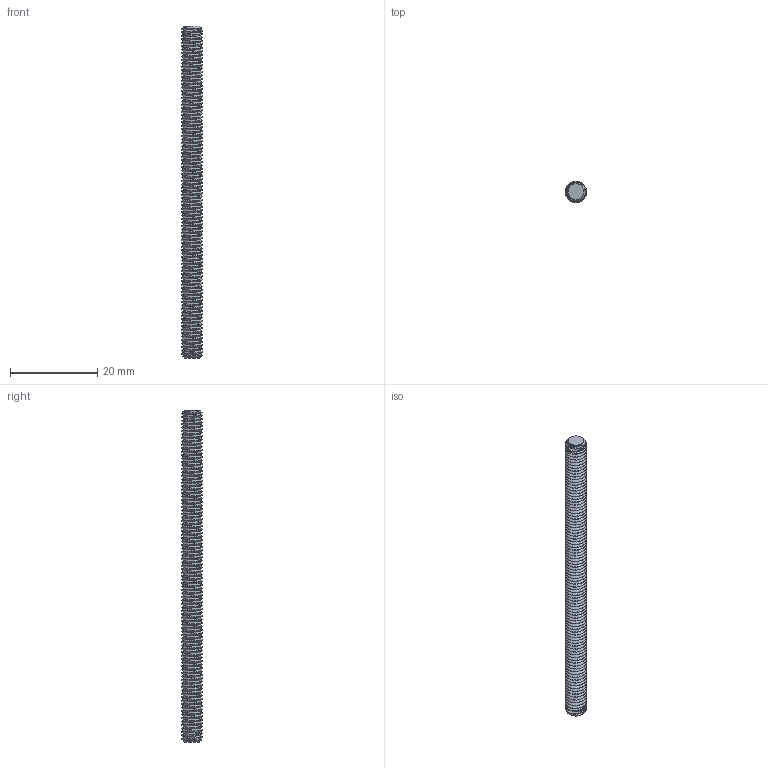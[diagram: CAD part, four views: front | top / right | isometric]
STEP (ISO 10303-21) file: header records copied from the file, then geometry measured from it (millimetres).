
FILE_DESCRIPTION (( 'STEP AP214' ), '1' );
FILE_NAME ('am-1713 10-32 x 3000 Threaded Rod.STEP', '2023-10-12T19:00:19', ( '' ), ( '' ), 'SwSTEP 2.0', 'SolidWorks 2022', '' );
FILE_SCHEMA (( 'AUTOMOTIVE_DESIGN' ));
Length unit declared in the file: inch
Products named in the file (1): am-1713 10-32 x 3000 Threaded Rod
Bounding box: 4.83 x 4.83 x 76.2 mm (x, y, z)
Volume: 1120 mm3; surface area: 1829.3 mm2
Topology: 1 solids, 1 shells, 200 faces, 594 edges, 396 vertices
Faces by surface type: cylinder 190, cone 5, bspline 3, plane 2
Entity records: 17145 total; most frequent: CARTESIAN_POINT 12914, ORIENTED_EDGE 1188, DIRECTION 602, EDGE_CURVE 594, VERTEX_POINT 396, AXIS2_PLACEMENT_3D 204, EDGE_LOOP 200, ADVANCED_FACE 200
